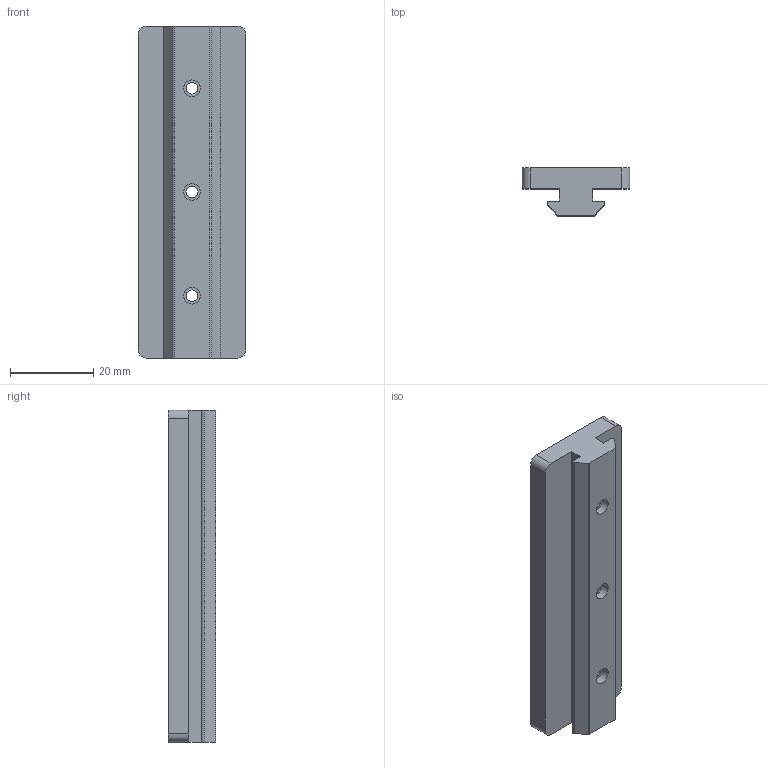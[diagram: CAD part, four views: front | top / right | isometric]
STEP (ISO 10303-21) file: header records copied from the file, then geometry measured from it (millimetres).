
FILE_DESCRIPTION((''),'2;1');
FILE_NAME('AR3598.stp','2018-01-09T10:48:50',('Konstruktor II'),(''),'Autodesk Inventor 2013','Autodesk Inventor 2013','');
FILE_SCHEMA(('AUTOMOTIVE_DESIGN { 1 0 10303 214 1 1 1 1 }'));
Length unit declared in the file: millimetre
Products named in the file (1): AR3598
Bounding box: 26 x 11.5 x 80 mm (x, y, z)
Volume: 15341 mm3; surface area: 7321.4 mm2
Topology: 1 solids, 1 shells, 37 faces, 90 edges, 61 vertices
Faces by surface type: plane 20, cylinder 17
Full cylindrical faces by diameter (mm): 2.8 x3, 4 x6
Entity records: 1068 total; most frequent: DIRECTION 188, CARTESIAN_POINT 174, ORIENTED_EDGE 156, EDGE_CURVE 78, AXIS2_PLACEMENT_3D 72, VERTEX_POINT 58, EDGE_LOOP 58, VECTOR 44
